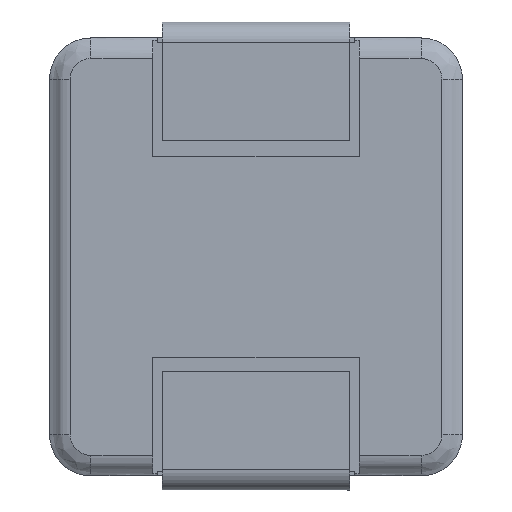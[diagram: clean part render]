
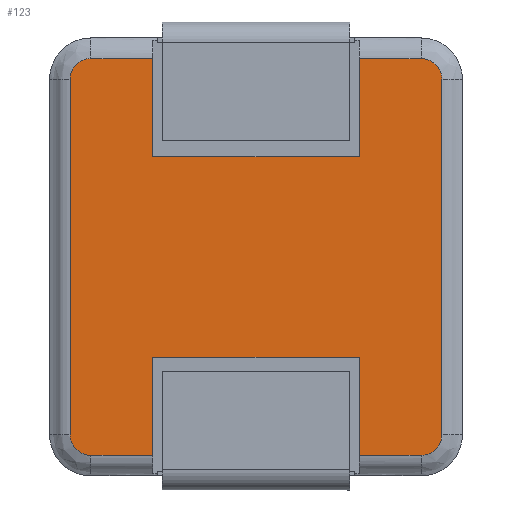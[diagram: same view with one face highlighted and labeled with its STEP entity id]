
A CAD part, front view. The second image highlights one B-rep face of the part: STEP entity #123.
In plain terms, the highlighted planar face has unit normal (0, -1, 0).
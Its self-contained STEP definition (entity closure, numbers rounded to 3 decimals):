
#29 = CARTESIAN_POINT ( 'NONE',  ( -1.65, 0., -3.17 ) ) ;
#41 = CARTESIAN_POINT ( 'NONE',  ( 2.64, 0., -3.17 ) ) ;
#50 = EDGE_CURVE ( 'NONE', #58, #1895, #1328, .T. ) ;
#58 = VERTEX_POINT ( 'NONE', #2003 ) ;
#68 = CARTESIAN_POINT ( 'NONE',  ( -2.833, 0., -3.17 ) ) ;
#100 = DIRECTION ( 'NONE',  ( -1., 0., 0. ) ) ;
#104 = CARTESIAN_POINT ( 'NONE',  ( 2.64, 0., -3.17 ) ) ;
#123 = ADVANCED_FACE ( 'NONE', ( #1941 ), #1111, .F. ) ;
#134 = DIRECTION ( 'NONE',  ( 1., 0., 0. ) ) ;
#143 = VECTOR ( 'NONE', #215, 1000. ) ;
#160 = VECTOR ( 'NONE', #1943, 1000. ) ;
#192 = ORIENTED_EDGE ( 'NONE', *, *, #1555, .F. ) ;
#212 = EDGE_LOOP ( 'NONE', ( #558, #323, #192, #1538, #1741, #616, #1192, #1725, #1080, #594, #437, #501, #2077, #1290, #1180, #672 ) ) ;
#215 = DIRECTION ( 'NONE',  ( 0., 0., 1. ) ) ;
#218 = VECTOR ( 'NONE', #1044, 1000. ) ;
#223 = LINE ( 'NONE', #1749, #314 ) ;
#229 = CARTESIAN_POINT ( 'NONE',  ( 1.65, 0., 1.6 ) ) ;
#238 = DIRECTION ( 'NONE',  ( 0., 0., 1. ) ) ;
#242 = CARTESIAN_POINT ( 'NONE',  ( -1.65, 0., 1.6 ) ) ;
#270 = CARTESIAN_POINT ( 'NONE',  ( -2.64, 0., 3.17 ) ) ;
#271 = AXIS2_PLACEMENT_3D ( 'NONE', #1792, #1472, #405 ) ;
#300 = DIRECTION ( 'NONE',  ( 0., 0., 1. ) ) ;
#314 = VECTOR ( 'NONE', #1945, 1000. ) ;
#323 = ORIENTED_EDGE ( 'NONE', *, *, #1023, .F. ) ;
#400 = VERTEX_POINT ( 'NONE', #1936 ) ;
#405 = DIRECTION ( 'NONE',  ( 0., 0., 1. ) ) ;
#437 = ORIENTED_EDGE ( 'NONE', *, *, #995, .F. ) ;
#441 = VERTEX_POINT ( 'NONE', #1456 ) ;
#450 = EDGE_CURVE ( 'NONE', #1190, #400, #2111, .T. ) ;
#501 = ORIENTED_EDGE ( 'NONE', *, *, #1640, .F. ) ;
#505 = DIRECTION ( 'NONE',  ( -1., 0., 0. ) ) ;
#517 = EDGE_CURVE ( 'NONE', #441, #1190, #1446, .T. ) ;
#538 =( BOUNDED_CURVE ( )  B_SPLINE_CURVE ( 3, ( #1918, #546, #1012, #997 ),
 .UNSPECIFIED., .F., .T. ) 
 B_SPLINE_CURVE_WITH_KNOTS ( ( 4, 4 ),
 ( 0., 1. ),
 .UNSPECIFIED. ) 
 CURVE ( )  GEOMETRIC_REPRESENTATION_ITEM ( )  RATIONAL_B_SPLINE_CURVE ( ( 1., 0.805, 0.805, 1. ) ) 
 REPRESENTATION_ITEM ( '' )  );
#546 = CARTESIAN_POINT ( 'NONE',  ( 2.833, 0., 3.17 ) ) ;
#558 = ORIENTED_EDGE ( 'NONE', *, *, #517, .F. ) ;
#584 = VECTOR ( 'NONE', #300, 1000. ) ;
#594 = ORIENTED_EDGE ( 'NONE', *, *, #936, .F. ) ;
#596 = CARTESIAN_POINT ( 'NONE',  ( 2.97, 0., 2.84 ) ) ;
#597 = CARTESIAN_POINT ( 'NONE',  ( 1.65, 0., -1.6 ) ) ;
#609 = CARTESIAN_POINT ( 'NONE',  ( -2.833, 0., 3.17 ) ) ;
#616 = ORIENTED_EDGE ( 'NONE', *, *, #2184, .F. ) ;
#653 = CARTESIAN_POINT ( 'NONE',  ( -2.64, 0., -3.17 ) ) ;
#656 = CARTESIAN_POINT ( 'NONE',  ( -2.64, 0., 3.17 ) ) ;
#672 = ORIENTED_EDGE ( 'NONE', *, *, #450, .F. ) ;
#675 = LINE ( 'NONE', #2043, #2205 ) ;
#734 = LINE ( 'NONE', #1631, #1233 ) ;
#739 = CARTESIAN_POINT ( 'NONE',  ( 2.97, 0., -2.84 ) ) ;
#779 = CARTESIAN_POINT ( 'NONE',  ( -2.97, 0., 2.84 ) ) ;
#788 = VERTEX_POINT ( 'NONE', #1594 ) ;
#828 = VECTOR ( 'NONE', #100, 1000. ) ;
#854 = LINE ( 'NONE', #1912, #218 ) ;
#867 = LINE ( 'NONE', #1569, #1706 ) ;
#922 = EDGE_CURVE ( 'NONE', #788, #58, #1152, .T. ) ;
#936 = EDGE_CURVE ( 'NONE', #1194, #788, #1077, .T. ) ;
#961 = CARTESIAN_POINT ( 'NONE',  ( -2.97, 0., -2.84 ) ) ;
#995 = EDGE_CURVE ( 'NONE', #1571, #1194, #2139, .T. ) ;
#997 = CARTESIAN_POINT ( 'NONE',  ( 2.97, 0., 2.84 ) ) ;
#1012 = CARTESIAN_POINT ( 'NONE',  ( 2.97, 0., 3.033 ) ) ;
#1023 = EDGE_CURVE ( 'NONE', #1753, #441, #1996, .T. ) ;
#1044 = DIRECTION ( 'NONE',  ( 1., 0., 0. ) ) ;
#1077 =( BOUNDED_CURVE ( )  B_SPLINE_CURVE ( 3, ( #779, #1469, #609, #656 ),
 .UNSPECIFIED., .F., .F. ) 
 B_SPLINE_CURVE_WITH_KNOTS ( ( 4, 4 ),
 ( 0., 1. ),
 .UNSPECIFIED. ) 
 CURVE ( )  GEOMETRIC_REPRESENTATION_ITEM ( )  RATIONAL_B_SPLINE_CURVE ( ( 1., 0.805, 0.805, 1. ) ) 
 REPRESENTATION_ITEM ( '' )  );
#1080 = ORIENTED_EDGE ( 'NONE', *, *, #922, .F. ) ;
#1105 = EDGE_CURVE ( 'NONE', #2199, #1732, #538, .T. ) ;
#1111 = PLANE ( 'NONE',  #271 ) ;
#1112 = LINE ( 'NONE', #41, #160 ) ;
#1114 = VERTEX_POINT ( 'NONE', #29 ) ;
#1152 = LINE ( 'NONE', #270, #1724 ) ;
#1159 = VECTOR ( 'NONE', #1833, 1000. ) ;
#1180 = ORIENTED_EDGE ( 'NONE', *, *, #1187, .F. ) ;
#1187 = EDGE_CURVE ( 'NONE', #400, #1796, #675, .T. ) ;
#1190 = VERTEX_POINT ( 'NONE', #1191 ) ;
#1191 = CARTESIAN_POINT ( 'NONE',  ( 1.65, 0., -3.17 ) ) ;
#1192 = ORIENTED_EDGE ( 'NONE', *, *, #1334, .F. ) ;
#1194 = VERTEX_POINT ( 'NONE', #1733 ) ;
#1233 = VECTOR ( 'NONE', #1755, 1000. ) ;
#1240 = LINE ( 'NONE', #229, #143 ) ;
#1290 = ORIENTED_EDGE ( 'NONE', *, *, #1707, .F. ) ;
#1328 = LINE ( 'NONE', #1858, #1159 ) ;
#1334 = EDGE_CURVE ( 'NONE', #1895, #1425, #734, .T. ) ;
#1407 = CARTESIAN_POINT ( 'NONE',  ( -2.97, 0., -2.84 ) ) ;
#1425 = VERTEX_POINT ( 'NONE', #2173 ) ;
#1428 = CARTESIAN_POINT ( 'NONE',  ( -2.64, 0., -3.17 ) ) ;
#1446 = LINE ( 'NONE', #1950, #828 ) ;
#1454 = CARTESIAN_POINT ( 'NONE',  ( -2.97, 0., -3.033 ) ) ;
#1456 = CARTESIAN_POINT ( 'NONE',  ( 2.64, 0., -3.17 ) ) ;
#1469 = CARTESIAN_POINT ( 'NONE',  ( -2.97, 0., 3.033 ) ) ;
#1472 = DIRECTION ( 'NONE',  ( 0., 1., 0. ) ) ;
#1474 =( BOUNDED_CURVE ( )  B_SPLINE_CURVE ( 3, ( #1428, #68, #1454, #1407 ),
 .UNSPECIFIED., .F., .F. ) 
 B_SPLINE_CURVE_WITH_KNOTS ( ( 4, 4 ),
 ( 0., 1. ),
 .UNSPECIFIED. ) 
 CURVE ( )  GEOMETRIC_REPRESENTATION_ITEM ( )  RATIONAL_B_SPLINE_CURVE ( ( 1., 0.805, 0.805, 1. ) ) 
 REPRESENTATION_ITEM ( '' )  );
#1515 = VECTOR ( 'NONE', #238, 1000. ) ;
#1538 = ORIENTED_EDGE ( 'NONE', *, *, #1105, .F. ) ;
#1555 = EDGE_CURVE ( 'NONE', #1732, #1753, #867, .T. ) ;
#1569 = CARTESIAN_POINT ( 'NONE',  ( 2.97, 0., 2.84 ) ) ;
#1571 = VERTEX_POINT ( 'NONE', #1579 ) ;
#1579 = CARTESIAN_POINT ( 'NONE',  ( -2.97, 0., -2.84 ) ) ;
#1594 = CARTESIAN_POINT ( 'NONE',  ( -2.64, 0., 3.17 ) ) ;
#1631 = CARTESIAN_POINT ( 'NONE',  ( 1.65, 0., 1.6 ) ) ;
#1640 = EDGE_CURVE ( 'NONE', #1851, #1571, #1474, .T. ) ;
#1706 = VECTOR ( 'NONE', #1883, 1000. ) ;
#1707 = EDGE_CURVE ( 'NONE', #1796, #1114, #223, .T. ) ;
#1724 = VECTOR ( 'NONE', #134, 1000. ) ;
#1725 = ORIENTED_EDGE ( 'NONE', *, *, #50, .F. ) ;
#1732 = VERTEX_POINT ( 'NONE', #596 ) ;
#1733 = CARTESIAN_POINT ( 'NONE',  ( -2.97, 0., 2.84 ) ) ;
#1741 = ORIENTED_EDGE ( 'NONE', *, *, #2065, .F. ) ;
#1744 = CARTESIAN_POINT ( 'NONE',  ( 2.64, 0., 3.17 ) ) ;
#1749 = CARTESIAN_POINT ( 'NONE',  ( -1.65, 0., -1.6 ) ) ;
#1753 = VERTEX_POINT ( 'NONE', #739 ) ;
#1755 = DIRECTION ( 'NONE',  ( 1., 0., 0. ) ) ;
#1792 = CARTESIAN_POINT ( 'NONE',  ( 0., 0., 0. ) ) ;
#1796 = VERTEX_POINT ( 'NONE', #2099 ) ;
#1833 = DIRECTION ( 'NONE',  ( 0., 0., -1. ) ) ;
#1836 = CARTESIAN_POINT ( 'NONE',  ( 2.833, 0., -3.17 ) ) ;
#1851 = VERTEX_POINT ( 'NONE', #653 ) ;
#1858 = CARTESIAN_POINT ( 'NONE',  ( -1.65, 0., 1.6 ) ) ;
#1883 = DIRECTION ( 'NONE',  ( 0., 0., -1. ) ) ;
#1892 = EDGE_CURVE ( 'NONE', #1114, #1851, #1112, .T. ) ;
#1895 = VERTEX_POINT ( 'NONE', #242 ) ;
#1912 = CARTESIAN_POINT ( 'NONE',  ( -2.64, 0., 3.17 ) ) ;
#1918 = CARTESIAN_POINT ( 'NONE',  ( 2.64, 0., 3.17 ) ) ;
#1936 = CARTESIAN_POINT ( 'NONE',  ( 1.65, 0., -1.6 ) ) ;
#1941 = FACE_OUTER_BOUND ( 'NONE', #212, .T. ) ;
#1943 = DIRECTION ( 'NONE',  ( -1., 0., 0. ) ) ;
#1945 = DIRECTION ( 'NONE',  ( 0., 0., -1. ) ) ;
#1950 = CARTESIAN_POINT ( 'NONE',  ( 2.64, 0., -3.17 ) ) ;
#1986 = CARTESIAN_POINT ( 'NONE',  ( 2.97, 0., -2.84 ) ) ;
#1996 =( BOUNDED_CURVE ( )  B_SPLINE_CURVE ( 3, ( #1986, #2129, #1836, #104 ),
 .UNSPECIFIED., .F., .F. ) 
 B_SPLINE_CURVE_WITH_KNOTS ( ( 4, 4 ),
 ( 0., 1. ),
 .UNSPECIFIED. ) 
 CURVE ( )  GEOMETRIC_REPRESENTATION_ITEM ( )  RATIONAL_B_SPLINE_CURVE ( ( 1., 0.805, 0.805, 1. ) ) 
 REPRESENTATION_ITEM ( '' )  );
#2003 = CARTESIAN_POINT ( 'NONE',  ( -1.65, 0., 3.17 ) ) ;
#2029 = CARTESIAN_POINT ( 'NONE',  ( 1.65, 0., 3.17 ) ) ;
#2043 = CARTESIAN_POINT ( 'NONE',  ( 1.65, 0., -1.6 ) ) ;
#2065 = EDGE_CURVE ( 'NONE', #2106, #2199, #854, .T. ) ;
#2077 = ORIENTED_EDGE ( 'NONE', *, *, #1892, .F. ) ;
#2099 = CARTESIAN_POINT ( 'NONE',  ( -1.65, 0., -1.6 ) ) ;
#2106 = VERTEX_POINT ( 'NONE', #2029 ) ;
#2111 = LINE ( 'NONE', #597, #1515 ) ;
#2129 = CARTESIAN_POINT ( 'NONE',  ( 2.97, 0., -3.033 ) ) ;
#2139 = LINE ( 'NONE', #961, #584 ) ;
#2173 = CARTESIAN_POINT ( 'NONE',  ( 1.65, 0., 1.6 ) ) ;
#2184 = EDGE_CURVE ( 'NONE', #1425, #2106, #1240, .T. ) ;
#2199 = VERTEX_POINT ( 'NONE', #1744 ) ;
#2205 = VECTOR ( 'NONE', #505, 1000. ) ;
